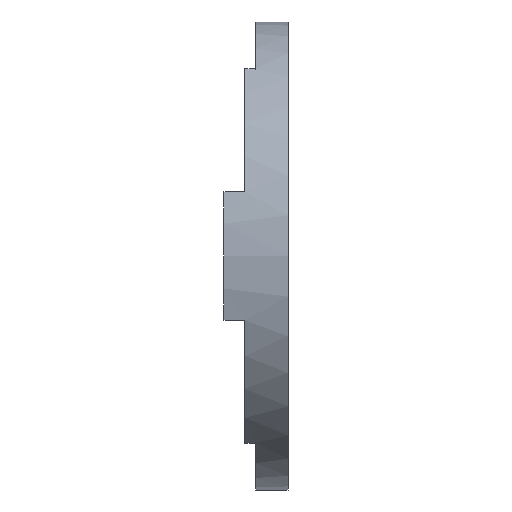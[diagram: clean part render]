
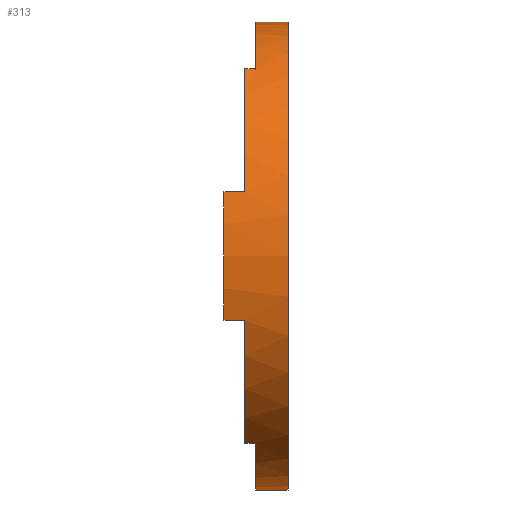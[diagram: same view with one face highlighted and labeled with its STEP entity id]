
A CAD part, left-side view. The second image highlights one B-rep face of the part: STEP entity #313.
In plain terms, the highlighted cylindrical face has radius 68.707 mm (diameter 137.414 mm), a partial arc.
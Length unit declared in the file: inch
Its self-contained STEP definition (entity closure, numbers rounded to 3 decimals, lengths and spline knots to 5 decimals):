
#2 = CARTESIAN_POINT ( 'NONE',  ( 0., 0.25, 2.705 ) ) ;
#5 = ORIENTED_EDGE ( 'NONE', *, *, #259, .F. ) ;
#8 = EDGE_CURVE ( 'NONE', #322, #654, #593, .T. ) ;
#14 = ORIENTED_EDGE ( 'NONE', *, *, #462, .T. ) ;
#19 = VERTEX_POINT ( 'NONE', #534 ) ;
#21 = CYLINDRICAL_SURFACE ( 'NONE', #592, 2.705 ) ;
#22 = CARTESIAN_POINT ( 'NONE',  ( 0., 0.125, 0. ) ) ;
#29 = EDGE_CURVE ( 'NONE', #306, #138, #37, .T. ) ;
#37 = LINE ( 'NONE', #427, #380 ) ;
#50 = CIRCLE ( 'NONE', #143, 2.705 ) ;
#59 = ORIENTED_EDGE ( 'NONE', *, *, #8, .T. ) ;
#64 = CARTESIAN_POINT ( 'NONE',  ( -2.60038, 0.49, 0.745 ) ) ;
#78 = CARTESIAN_POINT ( 'NONE',  ( -2.60038, 0.49, -0.745 ) ) ;
#79 = VECTOR ( 'NONE', #604, 39.37008 ) ;
#85 = VERTEX_POINT ( 'NONE', #78 ) ;
#100 = EDGE_CURVE ( 'NONE', #503, #684, #284, .T. ) ;
#103 = VERTEX_POINT ( 'NONE', #585 ) ;
#107 = CARTESIAN_POINT ( 'NONE',  ( -2.60038, 0.25, 0.745 ) ) ;
#113 = ORIENTED_EDGE ( 'NONE', *, *, #166, .T. ) ;
#114 = DIRECTION ( 'NONE',  ( 0., 1., 0. ) ) ;
#120 = DIRECTION ( 'NONE',  ( 0., 0., -1. ) ) ;
#138 = VERTEX_POINT ( 'NONE', #107 ) ;
#143 = AXIS2_PLACEMENT_3D ( 'NONE', #649, #382, #144 ) ;
#144 = DIRECTION ( 'NONE',  ( 0., 0., 1. ) ) ;
#147 = AXIS2_PLACEMENT_3D ( 'NONE', #440, #378, #152 ) ;
#152 = DIRECTION ( 'NONE',  ( 0., 0., 1. ) ) ;
#157 = CARTESIAN_POINT ( 'NONE',  ( -2.60038, 0.49, -0.745 ) ) ;
#166 = EDGE_CURVE ( 'NONE', #503, #381, #328, .T. ) ;
#167 = DIRECTION ( 'NONE',  ( 0., -1., 0. ) ) ;
#177 = ORIENTED_EDGE ( 'NONE', *, *, #676, .F. ) ;
#183 = EDGE_CURVE ( 'NONE', #19, #322, #454, .T. ) ;
#186 = CARTESIAN_POINT ( 'NONE',  ( 0., 0.125, 2.705 ) ) ;
#188 = CARTESIAN_POINT ( 'NONE',  ( 0., 0.25, 0. ) ) ;
#193 = DIRECTION ( 'NONE',  ( 0., 0., 1. ) ) ;
#227 = CARTESIAN_POINT ( 'NONE',  ( -1.625, 0.125, -2.1625 ) ) ;
#237 = VERTEX_POINT ( 'NONE', #384 ) ;
#251 = DIRECTION ( 'NONE',  ( 0., -1., 0. ) ) ;
#259 = EDGE_CURVE ( 'NONE', #19, #722, #661, .T. ) ;
#272 = ORIENTED_EDGE ( 'NONE', *, *, #652, .F. ) ;
#275 = CARTESIAN_POINT ( 'NONE',  ( 0., 0.25, 0. ) ) ;
#278 = LINE ( 'NONE', #2, #512 ) ;
#284 = CIRCLE ( 'NONE', #356, 2.705 ) ;
#297 = VECTOR ( 'NONE', #541, 39.37008 ) ;
#300 = AXIS2_PLACEMENT_3D ( 'NONE', #275, #114, #570 ) ;
#306 = VERTEX_POINT ( 'NONE', #64 ) ;
#313 = ADVANCED_FACE ( 'NONE', ( #417 ), #21, .T. ) ;
#322 = VERTEX_POINT ( 'NONE', #421 ) ;
#323 = LINE ( 'NONE', #157, #407 ) ;
#325 = ORIENTED_EDGE ( 'NONE', *, *, #100, .F. ) ;
#326 = DIRECTION ( 'NONE',  ( 0., -1., 0. ) ) ;
#328 = LINE ( 'NONE', #379, #79 ) ;
#356 = AXIS2_PLACEMENT_3D ( 'NONE', #22, #718, #193 ) ;
#371 = CARTESIAN_POINT ( 'NONE',  ( 0., 0.25, -2.705 ) ) ;
#378 = DIRECTION ( 'NONE',  ( 0., 1., 0. ) ) ;
#379 = CARTESIAN_POINT ( 'NONE',  ( -1.625, 0.125, 2.1625 ) ) ;
#380 = VECTOR ( 'NONE', #658, 39.37008 ) ;
#381 = VERTEX_POINT ( 'NONE', #400 ) ;
#382 = DIRECTION ( 'NONE',  ( 0., 1., 0. ) ) ;
#384 = CARTESIAN_POINT ( 'NONE',  ( -2.60038, 0.25, -0.745 ) ) ;
#389 = DIRECTION ( 'NONE',  ( 0., -1., 0. ) ) ;
#391 = DIRECTION ( 'NONE',  ( 0., 0., -1. ) ) ;
#400 = CARTESIAN_POINT ( 'NONE',  ( -1.625, 0.25, 2.1625 ) ) ;
#402 = DIRECTION ( 'NONE',  ( 0., 0., 1. ) ) ;
#407 = VECTOR ( 'NONE', #326, 39.37008 ) ;
#417 = FACE_OUTER_BOUND ( 'NONE', #489, .T. ) ;
#420 = CIRCLE ( 'NONE', #300, 2.705 ) ;
#421 = CARTESIAN_POINT ( 'NONE',  ( 0., 0.125, -2.705 ) ) ;
#427 = CARTESIAN_POINT ( 'NONE',  ( -2.60038, 0.49, 0.745 ) ) ;
#440 = CARTESIAN_POINT ( 'NONE',  ( 0., 0.25, 0. ) ) ;
#451 = CARTESIAN_POINT ( 'NONE',  ( 0., -0.25, -2.705 ) ) ;
#454 = CIRCLE ( 'NONE', #555, 2.705 ) ;
#458 = ORIENTED_EDGE ( 'NONE', *, *, #29, .F. ) ;
#462 = EDGE_CURVE ( 'NONE', #85, #237, #323, .T. ) ;
#489 = EDGE_LOOP ( 'NONE', ( #516, #325, #113, #272, #458, #177, #14, #719, #5, #549, #59, #573 ) ) ;
#500 = EDGE_CURVE ( 'NONE', #654, #103, #50, .T. ) ;
#503 = VERTEX_POINT ( 'NONE', #710 ) ;
#508 = CARTESIAN_POINT ( 'NONE',  ( 0., 0.49, 0. ) ) ;
#512 = VECTOR ( 'NONE', #389, 39.37008 ) ;
#516 = ORIENTED_EDGE ( 'NONE', *, *, #633, .F. ) ;
#531 = VECTOR ( 'NONE', #675, 39.37008 ) ;
#534 = CARTESIAN_POINT ( 'NONE',  ( -1.625, 0.125, -2.1625 ) ) ;
#541 = DIRECTION ( 'NONE',  ( 0., -1., 0. ) ) ;
#549 = ORIENTED_EDGE ( 'NONE', *, *, #183, .T. ) ;
#552 = CARTESIAN_POINT ( 'NONE',  ( 0., 0.125, 0. ) ) ;
#555 = AXIS2_PLACEMENT_3D ( 'NONE', #552, #167, #391 ) ;
#570 = DIRECTION ( 'NONE',  ( 0., 0., 1. ) ) ;
#573 = ORIENTED_EDGE ( 'NONE', *, *, #500, .T. ) ;
#574 = EDGE_CURVE ( 'NONE', #722, #237, #657, .T. ) ;
#585 = CARTESIAN_POINT ( 'NONE',  ( 0., -0.25, 2.705 ) ) ;
#592 = AXIS2_PLACEMENT_3D ( 'NONE', #188, #251, #120 ) ;
#593 = LINE ( 'NONE', #371, #297 ) ;
#604 = DIRECTION ( 'NONE',  ( 0., 1., 0. ) ) ;
#606 = AXIS2_PLACEMENT_3D ( 'NONE', #508, #613, #402 ) ;
#613 = DIRECTION ( 'NONE',  ( 0., 1., 0. ) ) ;
#633 = EDGE_CURVE ( 'NONE', #684, #103, #278, .T. ) ;
#635 = CARTESIAN_POINT ( 'NONE',  ( -1.625, 0.25, -2.1625 ) ) ;
#649 = CARTESIAN_POINT ( 'NONE',  ( 0., -0.25, 0. ) ) ;
#652 = EDGE_CURVE ( 'NONE', #138, #381, #420, .T. ) ;
#654 = VERTEX_POINT ( 'NONE', #451 ) ;
#655 = CIRCLE ( 'NONE', #606, 2.705 ) ;
#657 = CIRCLE ( 'NONE', #147, 2.705 ) ;
#658 = DIRECTION ( 'NONE',  ( 0., -1., 0. ) ) ;
#661 = LINE ( 'NONE', #227, #531 ) ;
#675 = DIRECTION ( 'NONE',  ( 0., 1., 0. ) ) ;
#676 = EDGE_CURVE ( 'NONE', #85, #306, #655, .T. ) ;
#684 = VERTEX_POINT ( 'NONE', #186 ) ;
#710 = CARTESIAN_POINT ( 'NONE',  ( -1.625, 0.125, 2.1625 ) ) ;
#718 = DIRECTION ( 'NONE',  ( 0., 1., 0. ) ) ;
#719 = ORIENTED_EDGE ( 'NONE', *, *, #574, .F. ) ;
#722 = VERTEX_POINT ( 'NONE', #635 ) ;
